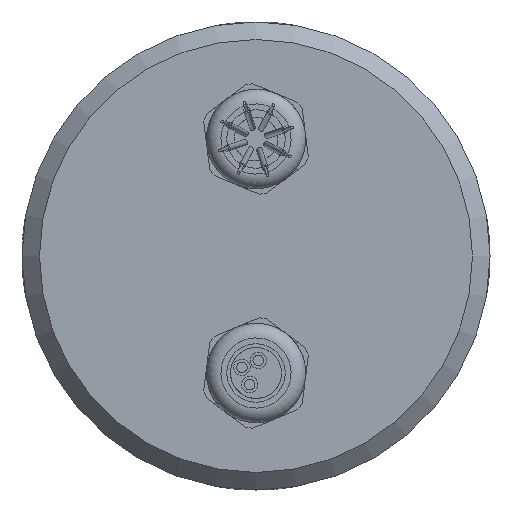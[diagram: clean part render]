
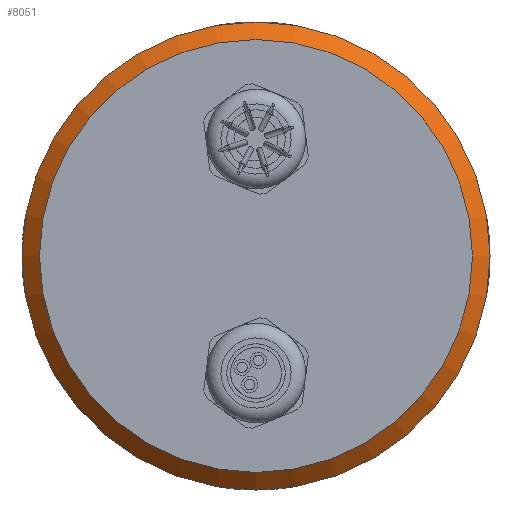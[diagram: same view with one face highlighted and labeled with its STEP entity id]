
A CAD part, left-side view. The second image highlights one B-rep face of the part: STEP entity #8051.
In plain terms, the highlighted conical face has half-angle 45 degrees and reference radius 37 mm.
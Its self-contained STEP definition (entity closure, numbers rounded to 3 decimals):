
#309 = EDGE_CURVE ( 'NONE', #18973, #18973, #22980, .T. ) ;
#474 = FACE_BOUND ( 'NONE', #2872, .T. ) ;
#1390 = ORIENTED_EDGE ( 'NONE', *, *, #1964, .F. ) ;
#1552 = CARTESIAN_POINT ( 'NONE',  ( -160., 0., 0. ) ) ;
#1882 = DIRECTION ( 'NONE',  ( 1., 0., 0. ) ) ;
#1964 = EDGE_CURVE ( 'NONE', #13772, #13772, #13585, .T. ) ;
#2643 = CARTESIAN_POINT ( 'NONE',  ( -157., 0., 40. ) ) ;
#2872 = EDGE_LOOP ( 'NONE', ( #1390 ) ) ;
#4971 = DIRECTION ( 'NONE',  ( 0., 0., 1. ) ) ;
#5120 = DIRECTION ( 'NONE',  ( -1., 0., 0. ) ) ;
#5146 = CARTESIAN_POINT ( 'NONE',  ( -160., 0., 0. ) ) ;
#5200 = EDGE_LOOP ( 'NONE', ( #21601 ) ) ;
#5615 = AXIS2_PLACEMENT_3D ( 'NONE', #1552, #1882, #21243 ) ;
#8051 = ADVANCED_FACE ( 'Defeature ausgef�hrt1_102', ( #10541, #474 ), #15145, .T. ) ;
#10541 = FACE_OUTER_BOUND ( 'NONE', #5200, .T. ) ;
#12637 = DIRECTION ( 'NONE',  ( 0., 0., 1. ) ) ;
#13585 = CIRCLE ( 'NONE', #13925, 37. ) ;
#13772 = VERTEX_POINT ( 'NONE', #21008 ) ;
#13925 = AXIS2_PLACEMENT_3D ( 'NONE', #5146, #5120, #4971 ) ;
#15145 = CONICAL_SURFACE ( 'NONE', #5615, 37., 0.785 ) ;
#17973 = CARTESIAN_POINT ( 'NONE',  ( -157., 0., 0. ) ) ;
#18973 = VERTEX_POINT ( 'NONE', #2643 ) ;
#19565 = AXIS2_PLACEMENT_3D ( 'NONE', #17973, #20944, #12637 ) ;
#20944 = DIRECTION ( 'NONE',  ( 1., 0., 0. ) ) ;
#21008 = CARTESIAN_POINT ( 'NONE',  ( -160., 0., 37. ) ) ;
#21243 = DIRECTION ( 'NONE',  ( 0., 0., -1. ) ) ;
#21601 = ORIENTED_EDGE ( 'NONE', *, *, #309, .F. ) ;
#22980 = CIRCLE ( 'NONE', #19565, 40. ) ;
